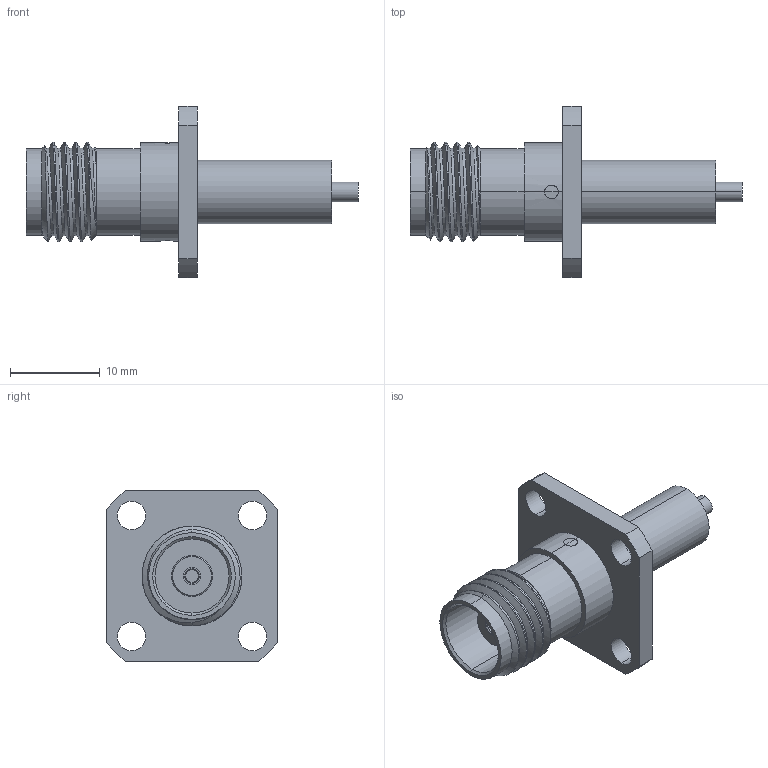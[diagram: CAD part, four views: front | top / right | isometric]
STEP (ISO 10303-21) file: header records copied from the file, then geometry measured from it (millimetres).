
FILE_DESCRIPTION (( 'STEP AP214' ), '1' );
FILE_NAME ('SC4241_3D.step', '2024-06-17T22:33:13', ( '' ), ( '' ), 'SwSTEP 2.0', 'SolidWorks 2022', '' );
FILE_SCHEMA (( 'AUTOMOTIVE_DESIGN' ));
Length unit declared in the file: inch
Products named in the file (1): SC4241_3D
Bounding box: 36.96 x 19.05 x 19.05 mm (x, y, z)
Volume: 2275.3 mm3; surface area: 2257.5 mm2
Topology: 1 solids, 1 shells, 72 faces, 170 edges, 109 vertices
Faces by surface type: cylinder 43, plane 15, cone 11, bspline 3
Entity records: 3313 total; most frequent: CARTESIAN_POINT 1629, DIRECTION 345, ORIENTED_EDGE 340, EDGE_CURVE 170, AXIS2_PLACEMENT_3D 140, VERTEX_POINT 109, EDGE_LOOP 89, ADVANCED_FACE 72
